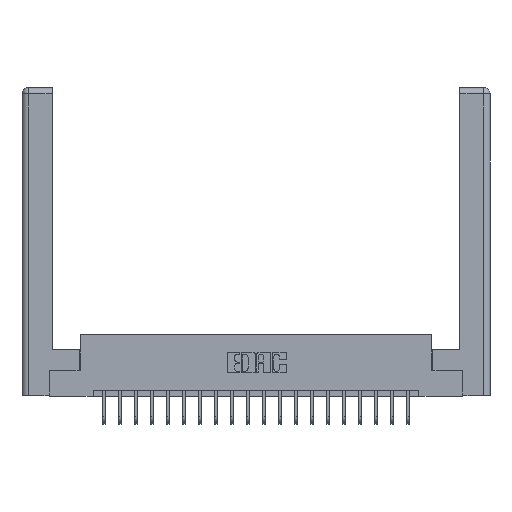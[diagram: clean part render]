
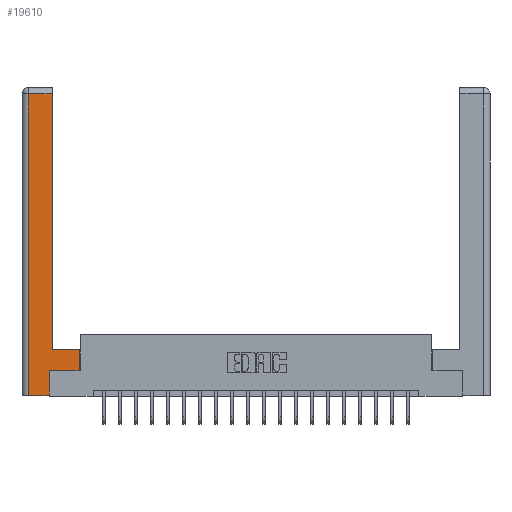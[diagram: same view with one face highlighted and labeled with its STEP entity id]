
A CAD part, top view. The second image highlights one B-rep face of the part: STEP entity #19610.
In plain terms, the highlighted planar face has unit normal (0, 0, 1).
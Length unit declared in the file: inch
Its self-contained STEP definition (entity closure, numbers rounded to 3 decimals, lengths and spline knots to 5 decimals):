
#391 = VERTEX_POINT ( 'NONE', #2746 ) ;
#415 = DIRECTION ( 'NONE',  ( -1., 0., 0. ) ) ;
#463 = ORIENTED_EDGE ( 'NONE', *, *, #15198, .T. ) ;
#952 = LINE ( 'NONE', #11189, #18020 ) ;
#1064 = EDGE_CURVE ( 'NONE', #13211, #391, #8456, .T. ) ;
#1386 = DIRECTION ( 'NONE',  ( 0., 1., 0. ) ) ;
#1754 = CARTESIAN_POINT ( 'NONE',  ( 0.565, 0.245, 0. ) ) ;
#1855 = AXIS2_PLACEMENT_3D ( 'NONE', #8507, #12039, #17305 ) ;
#2129 = CARTESIAN_POINT ( 'NONE',  ( 0.265, 0., 0. ) ) ;
#2175 = CARTESIAN_POINT ( 'NONE',  ( 0.295, 0.45, 0. ) ) ;
#2356 = DIRECTION ( 'NONE',  ( -1., 0., 0. ) ) ;
#2653 = EDGE_CURVE ( 'NONE', #17839, #13211, #22073, .T. ) ;
#2746 = CARTESIAN_POINT ( 'NONE',  ( 0.265, 0.245, 0. ) ) ;
#3302 = VERTEX_POINT ( 'NONE', #17485 ) ;
#3475 = EDGE_LOOP ( 'NONE', ( #463, #16641, #18174, #7596, #21056, #18843, #14118, #3661 ) ) ;
#3661 = ORIENTED_EDGE ( 'NONE', *, *, #14333, .T. ) ;
#4283 = LINE ( 'NONE', #11843, #9771 ) ;
#4292 = LINE ( 'NONE', #20090, #10871 ) ;
#4449 = VERTEX_POINT ( 'NONE', #9989 ) ;
#5960 = EDGE_CURVE ( 'NONE', #8444, #9357, #4283, .T. ) ;
#6235 = DIRECTION ( 'NONE',  ( 0., -1., 0. ) ) ;
#6364 = FACE_OUTER_BOUND ( 'NONE', #3475, .T. ) ;
#6588 = CARTESIAN_POINT ( 'NONE',  ( 0.565, 0.45, 0. ) ) ;
#6647 = PLANE ( 'NONE',  #1855 ) ;
#7420 = CARTESIAN_POINT ( 'NONE',  ( 0.265, 0.245, 0. ) ) ;
#7596 = ORIENTED_EDGE ( 'NONE', *, *, #2653, .T. ) ;
#8248 = CARTESIAN_POINT ( 'NONE',  ( 0.565, 0.245, 0. ) ) ;
#8444 = VERTEX_POINT ( 'NONE', #8248 ) ;
#8456 = LINE ( 'NONE', #7420, #18074 ) ;
#8507 = CARTESIAN_POINT ( 'NONE',  ( 0., 0., 0. ) ) ;
#9250 = LINE ( 'NONE', #15555, #15319 ) ;
#9357 = VERTEX_POINT ( 'NONE', #6588 ) ;
#9771 = VECTOR ( 'NONE', #1386, 39.37008 ) ;
#9969 = VECTOR ( 'NONE', #12444, 39.37008 ) ;
#9989 = CARTESIAN_POINT ( 'NONE',  ( 0.0615, 2.94, 0. ) ) ;
#10871 = VECTOR ( 'NONE', #6235, 39.37008 ) ;
#11014 = EDGE_CURVE ( 'NONE', #3302, #4449, #952, .T. ) ;
#11189 = CARTESIAN_POINT ( 'NONE',  ( 0.0615, 2.94, 0. ) ) ;
#11843 = CARTESIAN_POINT ( 'NONE',  ( 0.565, 0.45, 0. ) ) ;
#12039 = DIRECTION ( 'NONE',  ( 0., 0., -1. ) ) ;
#12113 = LINE ( 'NONE', #2175, #19551 ) ;
#12444 = DIRECTION ( 'NONE',  ( 1., 0., 0. ) ) ;
#13211 = VERTEX_POINT ( 'NONE', #13314 ) ;
#13314 = CARTESIAN_POINT ( 'NONE',  ( 0.265, 0., 0. ) ) ;
#13475 = DIRECTION ( 'NONE',  ( 0., 1., 0. ) ) ;
#13515 = EDGE_CURVE ( 'NONE', #391, #8444, #14674, .T. ) ;
#14118 = ORIENTED_EDGE ( 'NONE', *, *, #5960, .T. ) ;
#14333 = EDGE_CURVE ( 'NONE', #9357, #16353, #12113, .T. ) ;
#14385 = DIRECTION ( 'NONE',  ( 0., 1., 0. ) ) ;
#14481 = CARTESIAN_POINT ( 'NONE',  ( 0.295, 0.45, 0. ) ) ;
#14674 = LINE ( 'NONE', #1754, #9969 ) ;
#15198 = EDGE_CURVE ( 'NONE', #16353, #3302, #9250, .T. ) ;
#15319 = VECTOR ( 'NONE', #13475, 39.37008 ) ;
#15555 = CARTESIAN_POINT ( 'NONE',  ( 0.295, 3., 0. ) ) ;
#16353 = VERTEX_POINT ( 'NONE', #14481 ) ;
#16641 = ORIENTED_EDGE ( 'NONE', *, *, #11014, .T. ) ;
#17097 = DIRECTION ( 'NONE',  ( 1., 0., 0. ) ) ;
#17305 = DIRECTION ( 'NONE',  ( -1., 0., 0. ) ) ;
#17408 = VECTOR ( 'NONE', #17097, 39.37008 ) ;
#17485 = CARTESIAN_POINT ( 'NONE',  ( 0.295, 2.94, 0. ) ) ;
#17839 = VERTEX_POINT ( 'NONE', #22172 ) ;
#17855 = EDGE_CURVE ( 'NONE', #4449, #17839, #4292, .T. ) ;
#18020 = VECTOR ( 'NONE', #2356, 39.37008 ) ;
#18074 = VECTOR ( 'NONE', #14385, 39.37008 ) ;
#18174 = ORIENTED_EDGE ( 'NONE', *, *, #17855, .T. ) ;
#18843 = ORIENTED_EDGE ( 'NONE', *, *, #13515, .T. ) ;
#19551 = VECTOR ( 'NONE', #415, 39.37008 ) ;
#19610 = ADVANCED_FACE ( 'NONE', ( #6364 ), #6647, .F. ) ;
#20090 = CARTESIAN_POINT ( 'NONE',  ( 0.0615, 0., 0. ) ) ;
#21056 = ORIENTED_EDGE ( 'NONE', *, *, #1064, .T. ) ;
#22073 = LINE ( 'NONE', #2129, #17408 ) ;
#22172 = CARTESIAN_POINT ( 'NONE',  ( 0.0615, 0., 0. ) ) ;
